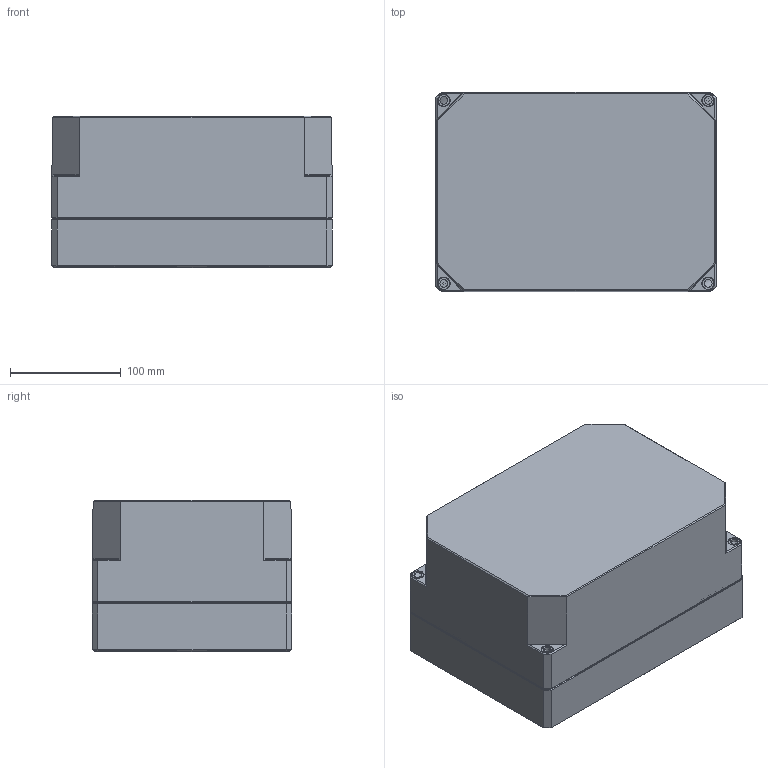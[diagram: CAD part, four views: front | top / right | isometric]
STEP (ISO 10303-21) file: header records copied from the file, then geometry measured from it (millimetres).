
FILE_DESCRIPTION(/* description */ (''),/* implementation_level */ '2;1');
FILE_NAME(/* name */ '0903105840 MBI 251814 OK.stp',/* time_stamp */ '2021-03-05T11:17:32+01:00',/* author */ ('alexander.rose'),/* organization */ (''),/* preprocessor_version */ 'ST-DEVELOPER v17.2',/* originating_system */ 'Autodesk Inventor 2019',/* authorisation */ '');
FILE_SCHEMA (('AUTOMOTIVE_DESIGN { 1 0 10303 214 3 1 1 }'));
Products named in the file (5): 0903105840 MBI 251814 OK; 0903105871-OT_251893 Klar; Schraube _ M10 x 58 _ MBTK -; Dichtung_2518xx; -UT_251845 - O
Assembly tree (7 placements, depth 2):
  0903105840 MBI 251814 OK
    0903105871-OT_251893 Klar
    Schraube _ M10 x 58 _ MBTK -  x4
    Dichtung_2518xx
    -UT_251845 - O
Bounding box: 254 x 180.5 x 137.3 mm (x, y, z)
Volume: 753103.3 mm3; surface area: 439623.3 mm2
Topology: 7 solids, 7 shells, 2843 faces, 7157 edges, 4528 vertices
Faces by surface type: plane 1255, bspline 564, cylinder 442, torus 338, cone 220, sphere 24
Full cylindrical faces by diameter (mm): 4.5 x4, 5 x4, 5.8 x8, 6 x1, 7 x4, 8.376 x4, 10 x1, 10.5 x4
Entity records: 82415 total; most frequent: CARTESIAN_POINT 23443, ORIENTED_EDGE 12808, DIRECTION 11236, EDGE_CURVE 6404, VERTEX_POINT 4039, AXIS2_PLACEMENT_3D 3959, LINE 3318, VECTOR 3318
